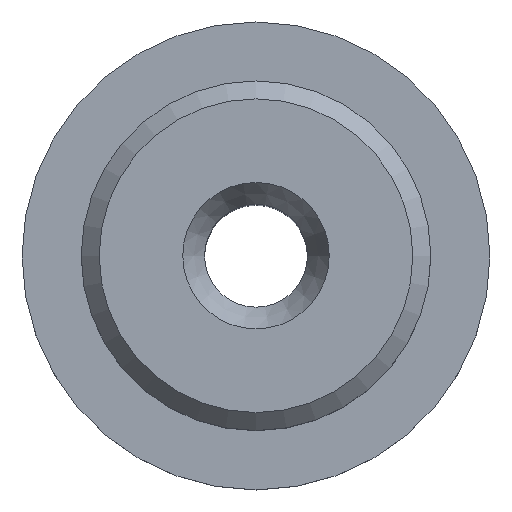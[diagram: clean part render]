
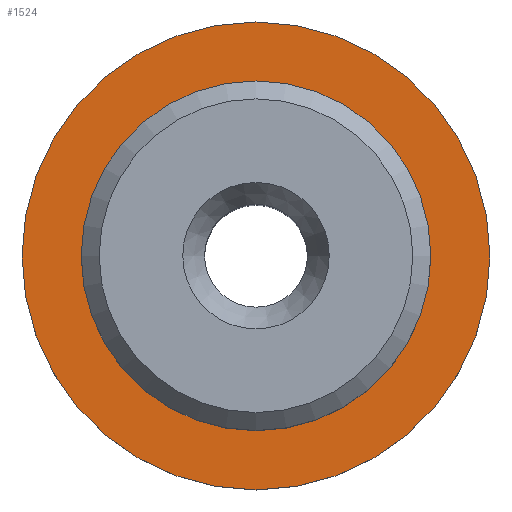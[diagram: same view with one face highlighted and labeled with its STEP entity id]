
A CAD part, top view. The second image highlights one B-rep face of the part: STEP entity #1524.
In plain terms, the highlighted planar face has unit normal (0, 0, 1).
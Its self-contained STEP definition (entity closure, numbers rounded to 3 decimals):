
#97=PLANE('',#1675);
#202=CIRCLE('',#1674,8.331);
#203=CIRCLE('',#1676,11.15);
#458=ORIENTED_EDGE('',*,*,#623,.F.);
#459=ORIENTED_EDGE('',*,*,#622,.T.);
#622=EDGE_CURVE('',#726,#726,#202,.T.);
#623=EDGE_CURVE('',#727,#727,#203,.T.);
#726=VERTEX_POINT('',#2455);
#727=VERTEX_POINT('',#2458);
#835=EDGE_LOOP('',(#458));
#836=EDGE_LOOP('',(#459));
#933=FACE_BOUND('',#835,.T.);
#934=FACE_BOUND('',#836,.T.);
#1524=ADVANCED_FACE('',(#933,#934),#97,.F.);
#1674=AXIS2_PLACEMENT_3D('',#2454,#1995,#1996);
#1675=AXIS2_PLACEMENT_3D('',#2456,#1997,#1998);
#1676=AXIS2_PLACEMENT_3D('',#2457,#1999,#2000);
#1995=DIRECTION('',(0.,0.,-1.));
#1996=DIRECTION('',(-1.,0.,0.));
#1997=DIRECTION('',(0.,0.,-1.));
#1998=DIRECTION('',(-1.,0.,0.));
#1999=DIRECTION('',(0.,0.,-1.));
#2000=DIRECTION('',(-1.,0.,0.));
#2454=CARTESIAN_POINT('',(0.,0.,-6.8));
#2455=CARTESIAN_POINT('',(-8.331,0.,-6.8));
#2456=CARTESIAN_POINT('',(0.,8.331,-6.8));
#2457=CARTESIAN_POINT('',(0.,0.,-6.8));
#2458=CARTESIAN_POINT('',(-11.15,0.,-6.8));
